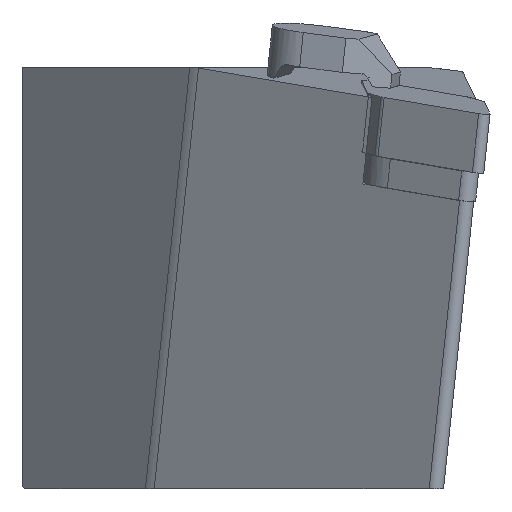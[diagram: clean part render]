
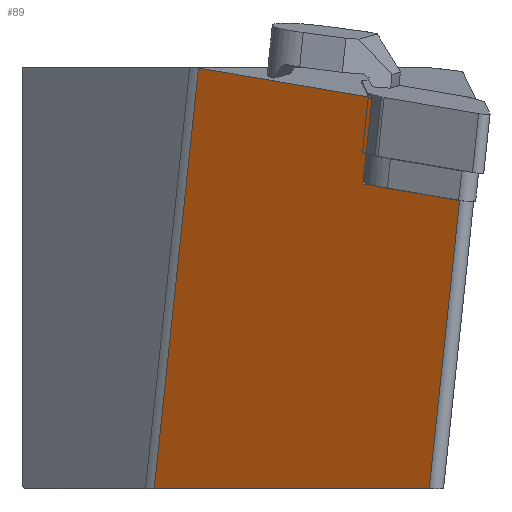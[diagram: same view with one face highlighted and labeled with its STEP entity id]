
A CAD part, left-side view. The second image highlights one B-rep face of the part: STEP entity #89.
In plain terms, the highlighted planar face has unit normal (-0.849, 0.527, -0.034).
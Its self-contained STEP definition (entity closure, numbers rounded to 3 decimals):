
#89=ADVANCED_FACE('',(#219),#164,.F.);
#164=PLANE('',#1397);
#219=FACE_OUTER_BOUND('',#296,.T.);
#296=EDGE_LOOP('',(#698,#699,#700,#701,#702,#703,#704));
#364=LINE('',#1879,#508);
#377=LINE('',#1918,#521);
#391=LINE('',#1952,#535);
#395=LINE('',#1959,#539);
#396=LINE('',#1960,#540);
#397=LINE('',#1962,#541);
#398=LINE('',#1964,#542);
#508=VECTOR('',#1500,1.);
#521=VECTOR('',#1529,1.);
#535=VECTOR('',#1557,1.);
#539=VECTOR('',#1565,1.);
#540=VECTOR('',#1566,1.);
#541=VECTOR('',#1567,1.);
#542=VECTOR('',#1568,1.);
#698=ORIENTED_EDGE('',*,*,#1155,.F.);
#699=ORIENTED_EDGE('',*,*,#1194,.T.);
#700=ORIENTED_EDGE('',*,*,#1173,.F.);
#701=ORIENTED_EDGE('',*,*,#1190,.T.);
#702=ORIENTED_EDGE('',*,*,#1195,.F.);
#703=ORIENTED_EDGE('',*,*,#1196,.T.);
#704=ORIENTED_EDGE('',*,*,#1197,.F.);
#1034=VERTEX_POINT('',#1876);
#1035=VERTEX_POINT('',#1878);
#1045=VERTEX_POINT('',#1902);
#1053=VERTEX_POINT('',#1917);
#1066=VERTEX_POINT('',#1951);
#1068=VERTEX_POINT('',#1961);
#1069=VERTEX_POINT('',#1963);
#1155=EDGE_CURVE('',#1035,#1034,#364,.T.);
#1173=EDGE_CURVE('',#1053,#1045,#377,.T.);
#1190=EDGE_CURVE('',#1053,#1066,#391,.T.);
#1194=EDGE_CURVE('',#1035,#1045,#395,.T.);
#1195=EDGE_CURVE('',#1068,#1066,#396,.T.);
#1196=EDGE_CURVE('',#1068,#1069,#397,.T.);
#1197=EDGE_CURVE('',#1034,#1069,#398,.T.);
#1397=AXIS2_PLACEMENT_3D('',#1965,#1569,#1570);
#1500=DIRECTION('',(-0.518,-0.843,-0.143));
#1529=DIRECTION('',(-0.518,-0.843,-0.143));
#1557=DIRECTION('',(0.105,0.104,-0.989));
#1565=DIRECTION('',(-0.105,-0.104,0.989));
#1566=DIRECTION('',(0.527,0.85,0.));
#1567=DIRECTION('',(-0.105,-0.104,0.989));
#1568=DIRECTION('',(-0.518,-0.843,-0.143));
#1569=DIRECTION('',(0.849,-0.527,0.034));
#1570=DIRECTION('',(0.527,0.85,0.));
#1876=CARTESIAN_POINT('',(7.983,-37.848,-7.665));
#1878=CARTESIAN_POINT('',(8.857,-36.425,-7.423));
#1879=CARTESIAN_POINT('',(2.52,-46.748,-9.178));
#1902=CARTESIAN_POINT('',(7.882,-37.394,1.805));
#1917=CARTESIAN_POINT('',(19.263,-18.853,4.956));
#1918=CARTESIAN_POINT('',(1.544,-47.718,0.05));
#1951=CARTESIAN_POINT('',(24.014,-14.128,-40.));
#1952=CARTESIAN_POINT('',(24.458,-13.687,-44.201));
#1959=CARTESIAN_POINT('',(7.812,-37.464,2.467));
#1960=CARTESIAN_POINT('',(6.474,-42.386,-40.));
#1961=CARTESIAN_POINT('',(5.777,-43.509,-40.));
#1962=CARTESIAN_POINT('',(6.739,-42.551,-49.107));
#1963=CARTESIAN_POINT('',(2.52,-46.748,-9.178));
#1964=CARTESIAN_POINT('',(2.52,-46.748,-9.178));
#1965=CARTESIAN_POINT('',(6.739,-42.551,-49.107));
